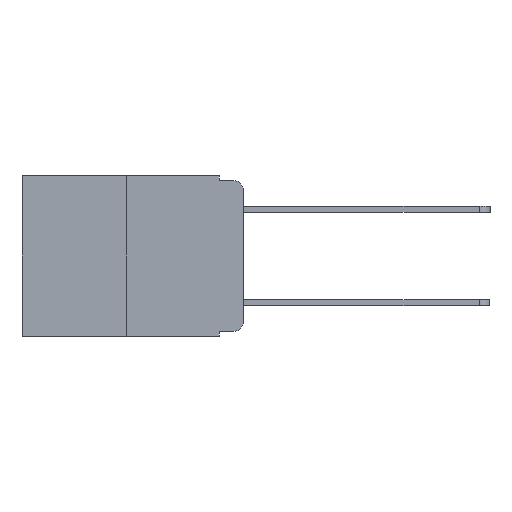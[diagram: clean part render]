
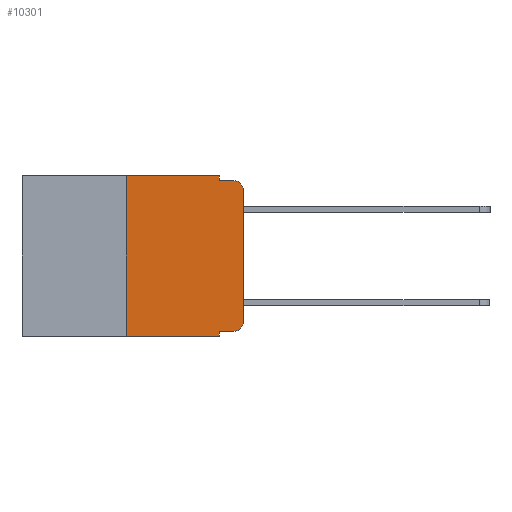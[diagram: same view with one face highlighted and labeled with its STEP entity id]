
A CAD part, left-side view. The second image highlights one B-rep face of the part: STEP entity #10301.
In plain terms, the highlighted planar face has unit normal (-1, 0, 0).
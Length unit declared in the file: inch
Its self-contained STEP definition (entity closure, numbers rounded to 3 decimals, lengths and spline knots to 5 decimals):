
#174 = LINE ( 'NONE', #19295, #4791 ) ;
#568 = VERTEX_POINT ( 'NONE', #4283 ) ;
#814 = LINE ( 'NONE', #6299, #9398 ) ;
#1155 = VERTEX_POINT ( 'NONE', #8438 ) ;
#1550 = AXIS2_PLACEMENT_3D ( 'NONE', #7662, #19267, #9430 ) ;
#1595 = FACE_OUTER_BOUND ( 'NONE', #14027, .T. ) ;
#2849 = EDGE_CURVE ( 'NONE', #14951, #9076, #3896, .T. ) ;
#3224 = VERTEX_POINT ( 'NONE', #17956 ) ;
#3420 = ORIENTED_EDGE ( 'NONE', *, *, #6560, .T. ) ;
#3480 = CIRCLE ( 'NONE', #1550, 0.02 ) ;
#3896 = LINE ( 'NONE', #13664, #16725 ) ;
#4283 = CARTESIAN_POINT ( 'NONE',  ( 0., 0.25, 0. ) ) ;
#4328 = DIRECTION ( 'NONE',  ( 1., 0., 0. ) ) ;
#4495 = DIRECTION ( 'NONE',  ( -1., 0., 0. ) ) ;
#4791 = VECTOR ( 'NONE', #19224, 39.37008 ) ;
#5246 = CIRCLE ( 'NONE', #10376, 0.02 ) ;
#5293 = DIRECTION ( 'NONE',  ( 0., -1., 0. ) ) ;
#5557 = EDGE_CURVE ( 'NONE', #3224, #568, #814, .T. ) ;
#5690 = EDGE_CURVE ( 'NONE', #13860, #16383, #19919, .T. ) ;
#6119 = ORIENTED_EDGE ( 'NONE', *, *, #5690, .T. ) ;
#6299 = CARTESIAN_POINT ( 'NONE',  ( 0., 0.25, 0. ) ) ;
#6560 = EDGE_CURVE ( 'NONE', #14910, #9076, #3480, .T. ) ;
#6764 = DIRECTION ( 'NONE',  ( 0., 0., 1. ) ) ;
#7303 = CARTESIAN_POINT ( 'NONE',  ( 0., 0.051, -0.333 ) ) ;
#7662 = CARTESIAN_POINT ( 'NONE',  ( 0., 0.02, -0.03 ) ) ;
#8046 = LINE ( 'NONE', #16757, #16370 ) ;
#8438 = CARTESIAN_POINT ( 'NONE',  ( 0., 0.051, 0. ) ) ;
#8803 = CARTESIAN_POINT ( 'NONE',  ( 0., 0.473, 0. ) ) ;
#8945 = VECTOR ( 'NONE', #14356, 39.37008 ) ;
#9076 = VERTEX_POINT ( 'NONE', #9299 ) ;
#9299 = CARTESIAN_POINT ( 'NONE',  ( 0., 0.02, -0.01 ) ) ;
#9398 = VECTOR ( 'NONE', #21474, 39.37008 ) ;
#9411 = CARTESIAN_POINT ( 'NONE',  ( 0., 0.473, 0. ) ) ;
#9430 = DIRECTION ( 'NONE',  ( 0., 0., -1. ) ) ;
#10301 = ADVANCED_FACE ( 'NONE', ( #1595 ), #20863, .F. ) ;
#10351 = DIRECTION ( 'NONE',  ( 0., -1., 0. ) ) ;
#10376 = AXIS2_PLACEMENT_3D ( 'NONE', #14537, #4495, #16196 ) ;
#10413 = CARTESIAN_POINT ( 'NONE',  ( 0., 0.051, -0.01 ) ) ;
#10530 = DIRECTION ( 'NONE',  ( 0., -1., 0. ) ) ;
#10667 = ORIENTED_EDGE ( 'NONE', *, *, #2849, .F. ) ;
#10830 = VECTOR ( 'NONE', #11745, 39.37008 ) ;
#11001 = EDGE_CURVE ( 'NONE', #13860, #13098, #174, .T. ) ;
#11557 = VECTOR ( 'NONE', #10530, 39.37008 ) ;
#11745 = DIRECTION ( 'NONE',  ( 0., -1., 0. ) ) ;
#12016 = CARTESIAN_POINT ( 'NONE',  ( 0., 0.051, -0.333 ) ) ;
#12272 = ORIENTED_EDGE ( 'NONE', *, *, #11001, .F. ) ;
#12279 = EDGE_CURVE ( 'NONE', #16383, #18771, #5246, .T. ) ;
#13098 = VERTEX_POINT ( 'NONE', #13242 ) ;
#13240 = ORIENTED_EDGE ( 'NONE', *, *, #14554, .F. ) ;
#13242 = CARTESIAN_POINT ( 'NONE',  ( 0., 0.051, -0.343 ) ) ;
#13664 = CARTESIAN_POINT ( 'NONE',  ( 0., 0.051, -0.01 ) ) ;
#13860 = VERTEX_POINT ( 'NONE', #7303 ) ;
#13896 = AXIS2_PLACEMENT_3D ( 'NONE', #9411, #4328, #16026 ) ;
#14027 = EDGE_LOOP ( 'NONE', ( #19340, #3420, #10667, #13240, #18090, #19892, #21655, #12272, #6119, #16053 ) ) ;
#14277 = EDGE_CURVE ( 'NONE', #3224, #13098, #15169, .T. ) ;
#14356 = DIRECTION ( 'NONE',  ( 0., 0., -1. ) ) ;
#14537 = CARTESIAN_POINT ( 'NONE',  ( 0., 0.02, -0.313 ) ) ;
#14554 = EDGE_CURVE ( 'NONE', #1155, #14951, #18215, .T. ) ;
#14910 = VERTEX_POINT ( 'NONE', #15216 ) ;
#14951 = VERTEX_POINT ( 'NONE', #10413 ) ;
#15169 = LINE ( 'NONE', #18303, #10830 ) ;
#15216 = CARTESIAN_POINT ( 'NONE',  ( 0., 0., -0.03 ) ) ;
#15388 = LINE ( 'NONE', #8803, #11557 ) ;
#15580 = VECTOR ( 'NONE', #10351, 39.37008 ) ;
#16026 = DIRECTION ( 'NONE',  ( 0., 0., -1. ) ) ;
#16053 = ORIENTED_EDGE ( 'NONE', *, *, #12279, .T. ) ;
#16196 = DIRECTION ( 'NONE',  ( 0., 0., -1. ) ) ;
#16370 = VECTOR ( 'NONE', #6764, 39.37008 ) ;
#16383 = VERTEX_POINT ( 'NONE', #17312 ) ;
#16725 = VECTOR ( 'NONE', #5293, 39.37008 ) ;
#16757 = CARTESIAN_POINT ( 'NONE',  ( 0., 0., 0. ) ) ;
#17295 = CARTESIAN_POINT ( 'NONE',  ( 0., 0., -0.313 ) ) ;
#17312 = CARTESIAN_POINT ( 'NONE',  ( 0., 0.02, -0.333 ) ) ;
#17956 = CARTESIAN_POINT ( 'NONE',  ( 0., 0.25, -0.343 ) ) ;
#18090 = ORIENTED_EDGE ( 'NONE', *, *, #19910, .F. ) ;
#18215 = LINE ( 'NONE', #18948, #8945 ) ;
#18303 = CARTESIAN_POINT ( 'NONE',  ( 0., 0.473, -0.343 ) ) ;
#18771 = VERTEX_POINT ( 'NONE', #17295 ) ;
#18948 = CARTESIAN_POINT ( 'NONE',  ( 0., 0.051, 0. ) ) ;
#19224 = DIRECTION ( 'NONE',  ( 0., 0., -1. ) ) ;
#19267 = DIRECTION ( 'NONE',  ( -1., 0., 0. ) ) ;
#19295 = CARTESIAN_POINT ( 'NONE',  ( 0., 0.051, 0. ) ) ;
#19340 = ORIENTED_EDGE ( 'NONE', *, *, #21656, .T. ) ;
#19892 = ORIENTED_EDGE ( 'NONE', *, *, #5557, .F. ) ;
#19910 = EDGE_CURVE ( 'NONE', #568, #1155, #15388, .T. ) ;
#19919 = LINE ( 'NONE', #12016, #15580 ) ;
#20863 = PLANE ( 'NONE',  #13896 ) ;
#21474 = DIRECTION ( 'NONE',  ( 0., 0., 1. ) ) ;
#21655 = ORIENTED_EDGE ( 'NONE', *, *, #14277, .T. ) ;
#21656 = EDGE_CURVE ( 'NONE', #18771, #14910, #8046, .T. ) ;
